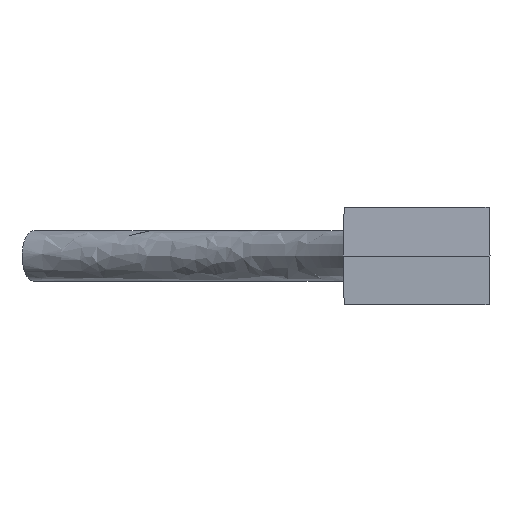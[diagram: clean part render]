
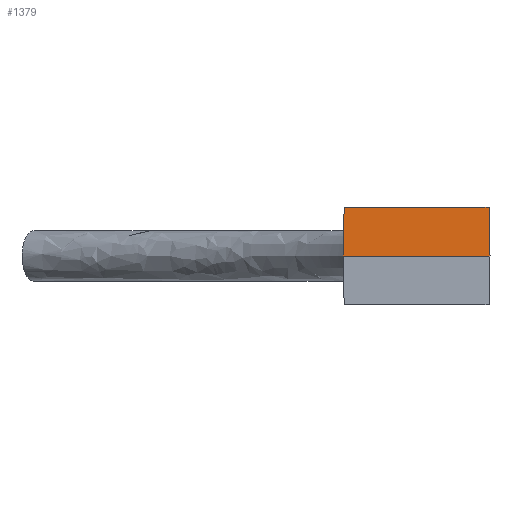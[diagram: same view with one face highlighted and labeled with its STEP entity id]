
A CAD part, left-side view. The second image highlights one B-rep face of the part: STEP entity #1379.
In plain terms, the highlighted planar face has unit normal (-1, 0, 0.02).
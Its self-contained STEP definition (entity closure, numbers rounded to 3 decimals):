
#667 = ORIENTED_EDGE ( 'NONE', *, *, #1236, .T. ) ;
#669 = VERTEX_POINT ( 'NONE', #6228 ) ;
#1234 = EDGE_CURVE ( 'NONE', #1386, #4668, #8245, .T. ) ;
#1236 = EDGE_CURVE ( 'NONE', #669, #4667, #8145, .T. ) ;
#1347 = EDGE_LOOP ( 'NONE', ( #1382, #667, #1429, #1428 ) ) ;
#1379 = ADVANCED_FACE ( 'NONE', ( #11091 ), #11088, .T. ) ;
#1382 = ORIENTED_EDGE ( 'NONE', *, *, #1384, .T. ) ;
#1384 = EDGE_CURVE ( 'NONE', #1386, #669, #11064, .T. ) ;
#1386 = VERTEX_POINT ( 'NONE', #11049 ) ;
#1428 = ORIENTED_EDGE ( 'NONE', *, *, #1234, .F. ) ;
#1429 = ORIENTED_EDGE ( 'NONE', *, *, #4666, .T. ) ;
#4666 = EDGE_CURVE ( 'NONE', #4667, #4668, #16902, .T. ) ;
#4667 = VERTEX_POINT ( 'NONE', #16898 ) ;
#4668 = VERTEX_POINT ( 'NONE', #16897 ) ;
#6228 = CARTESIAN_POINT ( 'NONE',  ( 0.1, 0.1, 5. ) ) ;
#8137 = DIRECTION ( 'NONE',  ( 0., 1., 0. ) ) ;
#8138 = VECTOR ( 'NONE', #8137, 1000. ) ;
#8139 = CARTESIAN_POINT ( 'NONE',  ( 0.1, 7.5, 5. ) ) ;
#8145 = LINE ( 'NONE', #8139, #8138 ) ;
#8242 = DIRECTION ( 'NONE',  ( 0., 1., 0. ) ) ;
#8243 = VECTOR ( 'NONE', #8242, 1000. ) ;
#8244 = CARTESIAN_POINT ( 'NONE',  ( 0., 7.5, 0. ) ) ;
#8245 = LINE ( 'NONE', #8244, #8243 ) ;
#11049 = CARTESIAN_POINT ( 'NONE',  ( 0., 0., 0. ) ) ;
#11050 = DIRECTION ( 'NONE',  ( 0.02, 0.02, 1. ) ) ;
#11062 = VECTOR ( 'NONE', #11050, 1000. ) ;
#11063 = CARTESIAN_POINT ( 'NONE',  ( 0., 0., 0. ) ) ;
#11064 = LINE ( 'NONE', #11063, #11062 ) ;
#11067 = DIRECTION ( 'NONE',  ( 0.02, 0., 1. ) ) ;
#11068 = DIRECTION ( 'NONE',  ( -1., 0., 0.02 ) ) ;
#11086 = CARTESIAN_POINT ( 'NONE',  ( 0., -0.09, 0. ) ) ;
#11087 = AXIS2_PLACEMENT_3D ( 'NONE', #11086, #11068, #11067 ) ;
#11088 = PLANE ( 'NONE',  #11087 ) ;
#11091 = FACE_OUTER_BOUND ( 'NONE', #1347, .T. ) ;
#16897 = CARTESIAN_POINT ( 'NONE',  ( 0., 15., 0. ) ) ;
#16898 = CARTESIAN_POINT ( 'NONE',  ( 0.1, 14.9, 5. ) ) ;
#16899 = DIRECTION ( 'NONE',  ( -0.02, 0.02, -1. ) ) ;
#16900 = VECTOR ( 'NONE', #16899, 1000. ) ;
#16901 = CARTESIAN_POINT ( 'NONE',  ( 0.1, 14.9, 5. ) ) ;
#16902 = LINE ( 'NONE', #16901, #16900 ) ;
